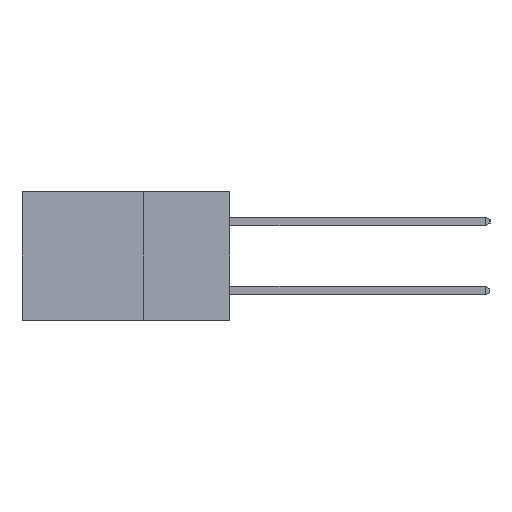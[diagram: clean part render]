
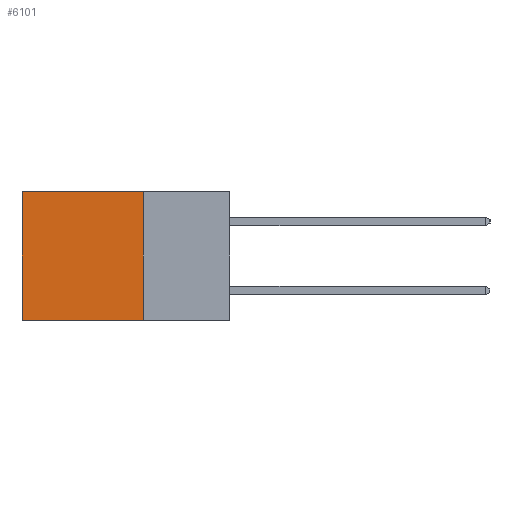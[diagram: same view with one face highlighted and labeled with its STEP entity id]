
A CAD part, left-side view. The second image highlights one B-rep face of the part: STEP entity #6101.
In plain terms, the highlighted planar face has unit normal (-1, 0, 0).
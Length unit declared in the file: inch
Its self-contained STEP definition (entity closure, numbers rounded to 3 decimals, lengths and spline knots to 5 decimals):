
#389 = DIRECTION ( 'NONE',  ( 0., 1., 0. ) ) ;
#514 = ORIENTED_EDGE ( 'NONE', *, *, #7079, .T. ) ;
#2806 = VERTEX_POINT ( 'NONE', #12992 ) ;
#2840 = CARTESIAN_POINT ( 'NONE',  ( 0.298, 0.25, 0. ) ) ;
#3260 = EDGE_LOOP ( 'NONE', ( #18543, #14919, #11720, #514 ) ) ;
#5714 = CARTESIAN_POINT ( 'NONE',  ( 0.298, 0.25, 0. ) ) ;
#6101 = ADVANCED_FACE ( 'NONE', ( #17894 ), #18481, .F. ) ;
#6553 = CARTESIAN_POINT ( 'NONE',  ( 0.298, 0.25, 0. ) ) ;
#7079 = EDGE_CURVE ( 'NONE', #20014, #2806, #8498, .T. ) ;
#7334 = VECTOR ( 'NONE', #389, 39.37008 ) ;
#7360 = CARTESIAN_POINT ( 'NONE',  ( 0.298, 0.25, 0. ) ) ;
#7668 = VECTOR ( 'NONE', #18450, 39.37008 ) ;
#7691 = VECTOR ( 'NONE', #17290, 39.37008 ) ;
#8330 = EDGE_CURVE ( 'NONE', #2806, #15635, #11470, .T. ) ;
#8427 = CARTESIAN_POINT ( 'NONE',  ( 0.298, 0.25, -0.37 ) ) ;
#8498 = LINE ( 'NONE', #6553, #16950 ) ;
#8970 = DIRECTION ( 'NONE',  ( 1., 0., 0. ) ) ;
#9466 = CARTESIAN_POINT ( 'NONE',  ( 0.298, 0.6, 0. ) ) ;
#10010 = VERTEX_POINT ( 'NONE', #13247 ) ;
#11470 = LINE ( 'NONE', #9466, #7691 ) ;
#11616 = LINE ( 'NONE', #8427, #7334 ) ;
#11720 = ORIENTED_EDGE ( 'NONE', *, *, #18806, .F. ) ;
#12992 = CARTESIAN_POINT ( 'NONE',  ( 0.298, 0.6, 0. ) ) ;
#13247 = CARTESIAN_POINT ( 'NONE',  ( 0.298, 0.25, -0.37 ) ) ;
#14060 = CARTESIAN_POINT ( 'NONE',  ( 0.298, 0.6, -0.37 ) ) ;
#14182 = EDGE_CURVE ( 'NONE', #10010, #15635, #11616, .T. ) ;
#14919 = ORIENTED_EDGE ( 'NONE', *, *, #14182, .F. ) ;
#15635 = VERTEX_POINT ( 'NONE', #14060 ) ;
#16129 = AXIS2_PLACEMENT_3D ( 'NONE', #7360, #8970, #20058 ) ;
#16950 = VECTOR ( 'NONE', #17689, 39.37008 ) ;
#17290 = DIRECTION ( 'NONE',  ( 0., 0., -1. ) ) ;
#17689 = DIRECTION ( 'NONE',  ( 0., 1., 0. ) ) ;
#17894 = FACE_OUTER_BOUND ( 'NONE', #3260, .T. ) ;
#18450 = DIRECTION ( 'NONE',  ( 0., 0., -1. ) ) ;
#18481 = PLANE ( 'NONE',  #16129 ) ;
#18543 = ORIENTED_EDGE ( 'NONE', *, *, #8330, .T. ) ;
#18806 = EDGE_CURVE ( 'NONE', #20014, #10010, #19358, .T. ) ;
#19358 = LINE ( 'NONE', #5714, #7668 ) ;
#20014 = VERTEX_POINT ( 'NONE', #2840 ) ;
#20058 = DIRECTION ( 'NONE',  ( 0., 0., -1. ) ) ;
